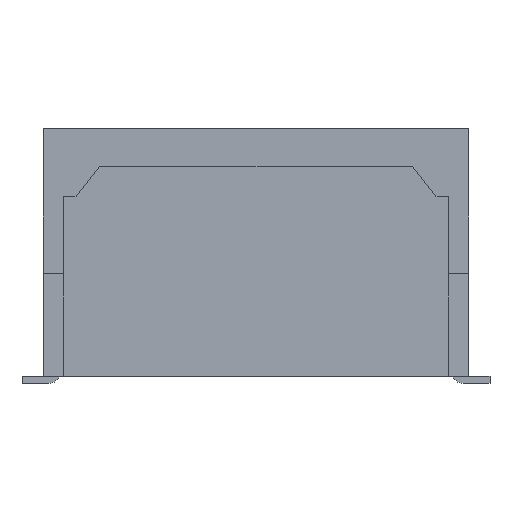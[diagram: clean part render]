
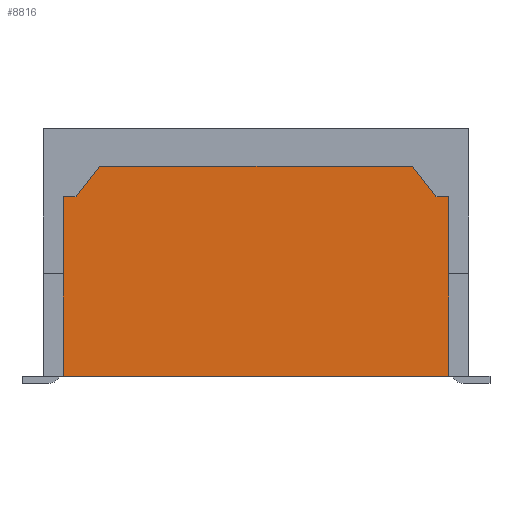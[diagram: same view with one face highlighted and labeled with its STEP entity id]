
A CAD part, left-side view. The second image highlights one B-rep face of the part: STEP entity #8816.
In plain terms, the highlighted planar face has unit normal (-1, 0, 0).
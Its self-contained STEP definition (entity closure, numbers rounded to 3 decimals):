
#566=ORIENTED_EDGE('',*,*,#3170,.F.);
#567=ORIENTED_EDGE('',*,*,#3088,.T.);
#568=ORIENTED_EDGE('',*,*,#3171,.F.);
#569=ORIENTED_EDGE('',*,*,#3172,.F.);
#570=ORIENTED_EDGE('',*,*,#3173,.F.);
#571=ORIENTED_EDGE('',*,*,#3144,.T.);
#572=ORIENTED_EDGE('',*,*,#3174,.F.);
#573=ORIENTED_EDGE('',*,*,#3012,.F.);
#3012=EDGE_CURVE('',#4315,#4316,#5185,.T.);
#3088=EDGE_CURVE('',#4392,#4391,#5261,.T.);
#3144=EDGE_CURVE('',#4448,#4447,#5317,.T.);
#3170=EDGE_CURVE('',#4392,#4315,#5343,.T.);
#3171=EDGE_CURVE('',#4471,#4391,#5344,.T.);
#3172=EDGE_CURVE('',#4472,#4471,#5345,.T.);
#3173=EDGE_CURVE('',#4448,#4472,#5346,.T.);
#3174=EDGE_CURVE('',#4316,#4447,#5347,.T.);
#4315=VERTEX_POINT('',#13439);
#4316=VERTEX_POINT('',#13441);
#4391=VERTEX_POINT('',#13592);
#4392=VERTEX_POINT('',#13594);
#4447=VERTEX_POINT('',#13705);
#4448=VERTEX_POINT('',#13707);
#4471=VERTEX_POINT('',#13759);
#4472=VERTEX_POINT('',#13761);
#5185=LINE('',#13440,#6262);
#5261=LINE('',#13593,#6338);
#5317=LINE('',#13706,#6394);
#5343=LINE('',#13757,#6420);
#5344=LINE('',#13758,#6421);
#5345=LINE('',#13760,#6422);
#5346=LINE('',#13762,#6423);
#5347=LINE('',#13763,#6424);
#6262=VECTOR('',#11112,1000.);
#6338=VECTOR('',#11190,1000.);
#6394=VECTOR('',#11248,1000.);
#6420=VECTOR('',#11278,1000.);
#6421=VECTOR('',#11279,1000.);
#6422=VECTOR('',#11280,1000.);
#6423=VECTOR('',#11281,1000.);
#6424=VECTOR('',#11282,1000.);
#7315=EDGE_LOOP('',(#566,#567,#568,#569,#570,#571,#572,#573));
#7874=FACE_BOUND('',#7315,.T.);
#8385=PLANE('',#10449);
#8816=ADVANCED_FACE('',(#7874),#8385,.F.);
#10449=AXIS2_PLACEMENT_3D('',#13756,#11276,#11277);
#11112=DIRECTION('',(0.,1.,0.));
#11190=DIRECTION('',(0.,1.,0.));
#11248=DIRECTION('',(0.,1.,0.));
#11276=DIRECTION('',(1.,0.,0.));
#11277=DIRECTION('',(0.,0.,-1.));
#11278=DIRECTION('',(0.,0.,-1.));
#11279=DIRECTION('',(0.,-0.612,-0.791));
#11280=DIRECTION('',(0.,-1.,0.));
#11281=DIRECTION('',(0.,-0.612,0.791));
#11282=DIRECTION('',(0.,0.,1.));
#13439=CARTESIAN_POINT('',(-9.145,-6.65,0.));
#13440=CARTESIAN_POINT('',(-9.145,-7.35,0.));
#13441=CARTESIAN_POINT('',(-9.145,6.65,0.));
#13592=CARTESIAN_POINT('',(-9.145,-6.215,6.2));
#13593=CARTESIAN_POINT('',(-9.145,-7.35,6.2));
#13594=CARTESIAN_POINT('',(-9.145,-6.65,6.2));
#13705=CARTESIAN_POINT('',(-9.145,6.65,6.2));
#13706=CARTESIAN_POINT('',(-9.145,-7.35,6.2));
#13707=CARTESIAN_POINT('',(-9.145,6.215,6.2));
#13756=CARTESIAN_POINT('',(-9.145,-7.35,6.2));
#13757=CARTESIAN_POINT('',(-9.145,-6.65,6.2));
#13758=CARTESIAN_POINT('',(-9.145,-5.4,7.254));
#13759=CARTESIAN_POINT('',(-9.145,-5.4,7.254));
#13760=CARTESIAN_POINT('',(-9.145,5.4,7.254));
#13761=CARTESIAN_POINT('',(-9.145,5.4,7.254));
#13762=CARTESIAN_POINT('',(-9.145,6.215,6.2));
#13763=CARTESIAN_POINT('',(-9.145,6.65,0.));
